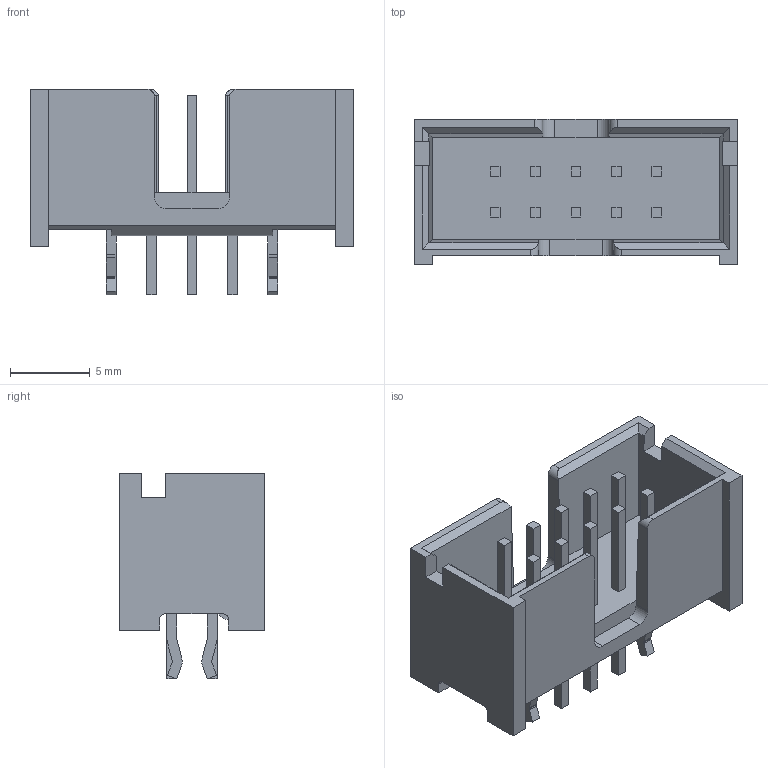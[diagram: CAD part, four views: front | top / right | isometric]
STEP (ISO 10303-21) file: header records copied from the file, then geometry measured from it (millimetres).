
FILE_DESCRIPTION(('STEP AP242'),'1');
FILE_NAME('5104338-1.stp','2022-07-25T17:55:41',('TraceParts'),('TraceParts S.A.'),'Spatial InterOp 3D',' ',' ');
FILE_SCHEMA(('AP242_MANAGED_MODEL_BASED_3D_ENGINEERING_MIM_LF {1 0 10303 442 1 1 4}'));
Length unit declared in the file: millimetre
Products named in the file (1): 5104338-1
Bounding box: 20.32 x 9.14 x 12.9 mm (x, y, z)
Volume: 741.2 mm3; surface area: 1376.1 mm2
Topology: 1 solids, 1 shells, 211 faces, 559 edges, 370 vertices
Faces by surface type: plane 174, cylinder 37
Entity records: 6490 total; most frequent: CARTESIAN_POINT 1173, ORIENTED_EDGE 1118, DIRECTION 1045, EDGE_CURVE 559, LINE 481, VECTOR 481, VERTEX_POINT 370, AXIS2_PLACEMENT_3D 282
